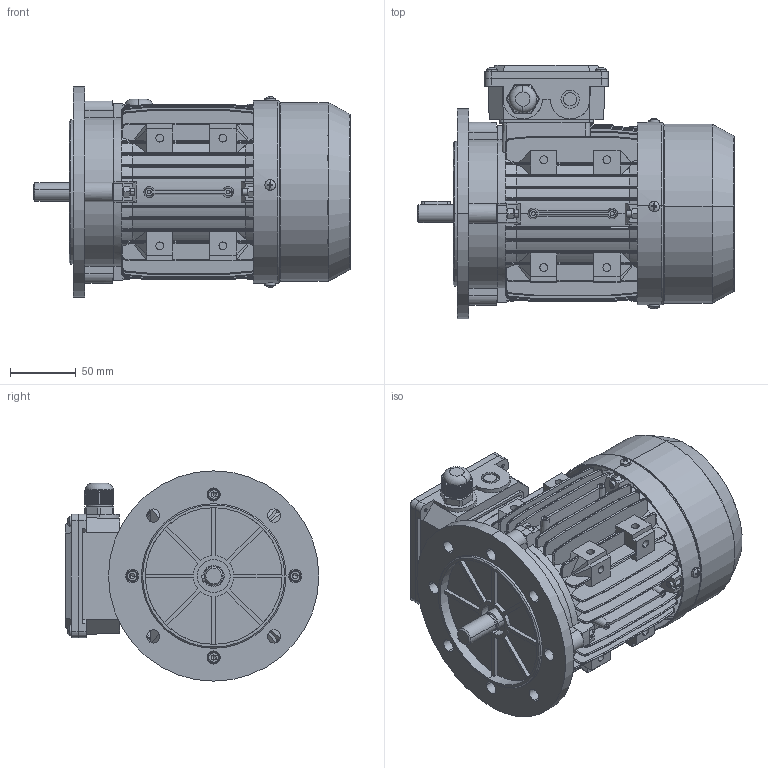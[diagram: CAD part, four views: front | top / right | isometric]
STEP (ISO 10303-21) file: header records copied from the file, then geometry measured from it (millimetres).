
FILE_DESCRIPTION (( 'STEP AP203' ), '1' );
FILE_NAME ('MS71S B5蚾饜芞.STEP', '2014-12-30T02:52:10', ( 'USER' ), ( 'MS' ), 'SwSTEP 2.0', 'SolidWorks 2008', '' );
FILE_SCHEMA (( 'CONFIG_CONTROL_DESIGN' ));
Length unit declared in the file: millimetre
Products named in the file (13): MS63-71 新接线盒座_默认; MS71 风叶_默认; Hexagon nuts grade C GB_GB_FASTENER_NUT_SNC1 M5-N; 71风罩_默认; 71 B5盖_默认; MS71S B5蚾饜芞; 71S机壳_默认; 71S 转轴_默认; 71后盖_默认; MS63-71 新接线盒盖_默认; MS63-71 出线螺套_默认; Cross recessed thread forming screws GB_GB_CROSS_SCREWS_TYPE138 M4X10-N; Hexagon socket head cap screws GB_GB_FASTENER_SCREWS_HSHCS M5X25-N
Assembly tree (33 placements, depth 2):
  MS71S B5蚾饜芞
    71S机壳_默认
    Hexagon socket head cap screws GB_GB_FASTENER_SCREWS_HSHCS M5X25-N  x8
    Cross recessed thread forming screws GB_GB_CROSS_SCREWS_TYPE138 M4X10-N  x8
    Hexagon nuts grade C GB_GB_FASTENER_NUT_SNC1 M5-N  x8
    MS63-71 出线螺套_默认
    71 B5盖_默认
    MS63-71 新接线盒盖_默认
    71风罩_默认
    MS63-71 新接线盒座_默认
    71后盖_默认
    MS71 风叶_默认
    71S 转轴_默认
Bounding box: 241 x 193 x 160 mm (x, y, z)
Volume: 686345 mm3; surface area: 484331.1 mm2
Topology: 33 solids, 33 shells, 3337 faces, 8698 edges, 5438 vertices
Faces by surface type: plane 1810, cylinder 926, cone 225, bspline 142, sphere 120, torus 114
Entity records: 98205 total; most frequent: CARTESIAN_POINT 27076, ORIENTED_EDGE 15104, DIRECTION 13522, EDGE_CURVE 7552, VERTEX_POINT 4759, AXIS2_PLACEMENT_3D 4517, LINE 4488, VECTOR 4488
